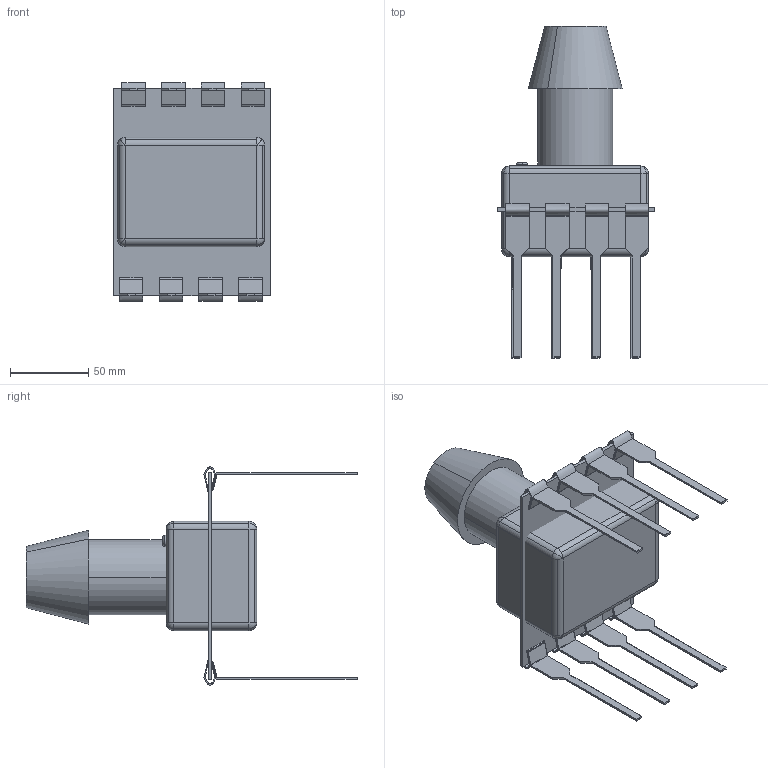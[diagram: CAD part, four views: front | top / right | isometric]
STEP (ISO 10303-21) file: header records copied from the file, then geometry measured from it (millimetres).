
FILE_DESCRIPTION (( 'STEP AP203' ), '1' );
FILE_NAME ('SSCDANN015PAAA5_WHL.STEP', '2025-03-11T03:52:47', ( '' ), ( '' ), 'SwSTEP 2.0', 'SolidWorks 2025', '' );
FILE_SCHEMA (( 'CONFIG_CONTROL_DESIGN' ));
Length unit declared in the file: millimetre
Products named in the file (1): SSCDANN015PAAA5_WHL
Bounding box: 100 x 212.15 x 139.64 mm (x, y, z)
Volume: 601605.9 mm3; surface area: 161637.9 mm2
Topology: 5 solids, 5 shells, 286 faces, 734 edges, 470 vertices
Faces by surface type: plane 191, cylinder 39, bspline 38, sphere 16, torus 2
Entity records: 10403 total; most frequent: CARTESIAN_POINT 3579, ORIENTED_EDGE 1468, DIRECTION 1254, EDGE_CURVE 734, LINE 564, VECTOR 564, VERTEX_POINT 470, AXIS2_PLACEMENT_3D 345
